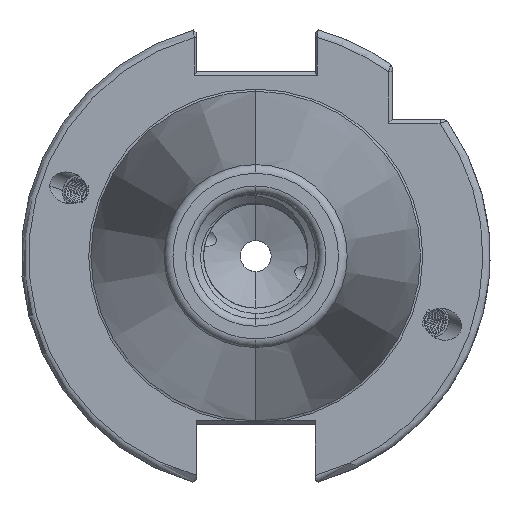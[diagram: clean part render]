
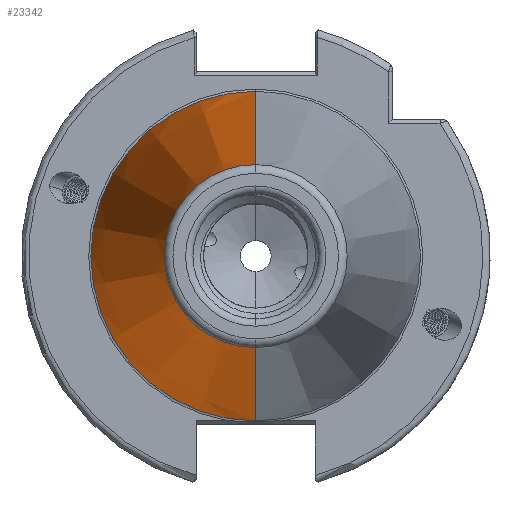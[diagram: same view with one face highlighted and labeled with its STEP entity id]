
A CAD part, left-side view. The second image highlights one B-rep face of the part: STEP entity #23342.
In plain terms, the highlighted conical face has half-angle 8.297 degrees and reference radius 22.692 mm.
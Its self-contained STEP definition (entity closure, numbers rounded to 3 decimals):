
#20 = VERTEX_POINT ( 'NONE', #11876 ) ;
#49 = VERTEX_POINT ( 'NONE', #11888 ) ;
#96 = VERTEX_POINT ( 'NONE', #12104 ) ;
#122 = VERTEX_POINT ( 'NONE', #12078 ) ;
#336 = ORIENTED_EDGE ( 'NONE', *, *, #2132, .F. ) ;
#338 = ORIENTED_EDGE ( 'NONE', *, *, #2091, .T. ) ;
#357 = ORIENTED_EDGE ( 'NONE', *, *, #4998, .T. ) ;
#389 = ORIENTED_EDGE ( 'NONE', *, *, #2093, .F. ) ;
#595 = EDGE_LOOP ( 'NONE', ( #357, #338, #389, #336 ) ) ;
#1656 = DIRECTION ( 'NONE',  ( 0.99, 0., -0.144 ) ) ;
#1663 = CARTESIAN_POINT ( 'NONE',  ( 0., 0., -22.692 ) ) ;
#2091 = EDGE_CURVE ( 'NONE', #96, #49, #4029, .T. ) ;
#2093 = EDGE_CURVE ( 'NONE', #122, #49, #4038, .T. ) ;
#2132 = EDGE_CURVE ( 'NONE', #20, #122, #4051, .T. ) ;
#2405 = AXIS2_PLACEMENT_3D ( 'NONE', #17754, #17745, #17752 ) ;
#2506 = AXIS2_PLACEMENT_3D ( 'NONE', #11371, #11372, #11404 ) ;
#4029 = LINE ( 'NONE', #17712, #4061 ) ;
#4038 = CIRCLE ( 'NONE', #2405, 22.327 ) ;
#4051 = LINE ( 'NONE', #1663, #4054 ) ;
#4054 = VECTOR ( 'NONE', #1656, 1000. ) ;
#4061 = VECTOR ( 'NONE', #17748, 1000. ) ;
#4998 = EDGE_CURVE ( 'NONE', #20, #96, #8318, .T. ) ;
#8318 = CIRCLE ( 'NONE', #2506, 12.4 ) ;
#9033 = CONICAL_SURFACE ( 'NONE', #16194, 22.692, 0.145 ) ;
#9051 = FACE_OUTER_BOUND ( 'NONE', #595, .T. ) ;
#11371 = CARTESIAN_POINT ( 'NONE',  ( -70.573, 0., 0. ) ) ;
#11372 = DIRECTION ( 'NONE',  ( 1., 0., 0. ) ) ;
#11404 = DIRECTION ( 'NONE',  ( 0., 0., 1. ) ) ;
#11876 = CARTESIAN_POINT ( 'NONE',  ( -70.573, 0., -12.4 ) ) ;
#11888 = CARTESIAN_POINT ( 'NONE',  ( -2.5, 0., 22.327 ) ) ;
#12078 = CARTESIAN_POINT ( 'NONE',  ( -2.5, 0., -22.327 ) ) ;
#12104 = CARTESIAN_POINT ( 'NONE',  ( -70.573, 0., 12.4 ) ) ;
#16194 = AXIS2_PLACEMENT_3D ( 'NONE', #19139, #19123, #19134 ) ;
#17712 = CARTESIAN_POINT ( 'NONE',  ( 0., 0., 22.692 ) ) ;
#17745 = DIRECTION ( 'NONE',  ( 1., 0., 0. ) ) ;
#17748 = DIRECTION ( 'NONE',  ( 0.99, 0., 0.144 ) ) ;
#17752 = DIRECTION ( 'NONE',  ( 0., 0., -1. ) ) ;
#17754 = CARTESIAN_POINT ( 'NONE',  ( -2.5, 0., 0. ) ) ;
#19123 = DIRECTION ( 'NONE',  ( 1., 0., 0. ) ) ;
#19134 = DIRECTION ( 'NONE',  ( 0., 0., -1. ) ) ;
#19139 = CARTESIAN_POINT ( 'NONE',  ( 0., 0., 0. ) ) ;
#23342 = ADVANCED_FACE ( 'NONE', ( #9051 ), #9033, .T. ) ;
